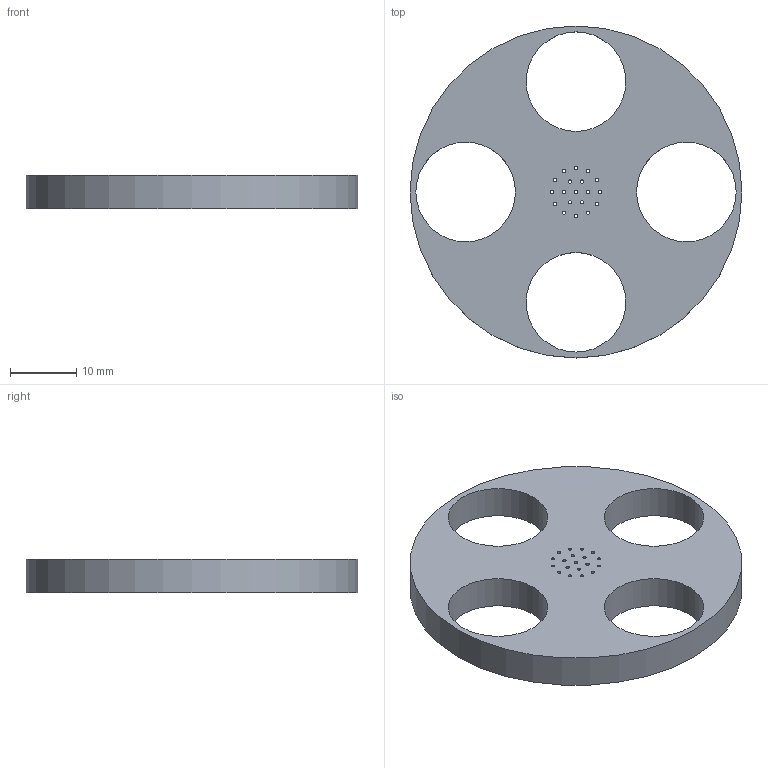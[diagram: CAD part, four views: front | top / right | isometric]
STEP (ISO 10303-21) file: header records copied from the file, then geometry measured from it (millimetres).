
FILE_DESCRIPTION(/* description */ ('STEP AP242','CAx-IF Rec.Pracs.---Representation and Presentation of Product Manufacturing Information (PMI)---4.0---2014-10-13','CAx-IF Rec.Pracs.---3D Tessellated Geometry---0.4---2014-09-14','2;1'),/* implementation_level */ '2;1');
FILE_NAME(/* name */ '682fdb558fd7972dc142c36d',/* time_stamp */ '2025-05-23T02:20:05Z',/* author */ (''),/* organization */ (''),/* preprocessor_version */ 'ST-DEVELOPER v20',/* originating_system */ 'ONSHAPE BY PTC INC, 1.198',/* authorisation */ ' ');
FILE_SCHEMA (('AP242_MANAGED_MODEL_BASED_3D_ENGINEERING_MIM_LF { 1 0 10303 442 1 1 4 }'));
Length unit declared in the file: centimetre
Products named in the file (1): Part 2
Bounding box: 50 x 50 x 5 mm (x, y, z)
Volume: 6077.5 mm3; surface area: 4386.8 mm2
Topology: 1 solids, 1 shells, 28 faces, 75 edges, 50 vertices
Faces by surface type: cylinder 25, plane 3
Full cylindrical faces by diameter (mm): 0.5 x19, 10 x1, 15 x4, 50 x1
Entity records: 898 total; most frequent: DIRECTION 158, CARTESIAN_POINT 129, ORIENTED_EDGE 100, EDGE_LOOP 100, FACE_BOUND 100, AXIS2_PLACEMENT_3D 79, EDGE_CURVE 50, VERTEX_POINT 50
